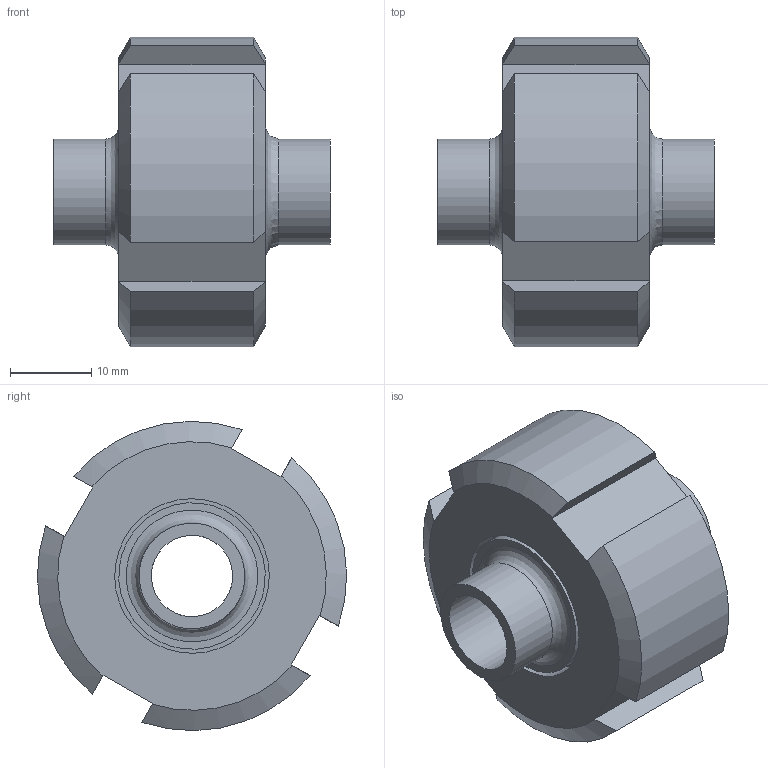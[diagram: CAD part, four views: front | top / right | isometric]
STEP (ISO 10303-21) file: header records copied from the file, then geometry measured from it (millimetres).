
FILE_DESCRIPTION((''),'2;1');
FILE_NAME('11222010x200.stp','2010-08-03T09:28:33',('thilbrands'),(''),'Autodesk Inventor 2008','Autodesk Inventor 2008','');
FILE_SCHEMA(('AUTOMOTIVE_DESIGN { 1 0 10303 214 1 1 1 1 }'));
Length unit declared in the file: millimetre
Products named in the file (4): 11222010x200; 113200101-DN10; 114200101-DN10; 110000106-DN10
Assembly tree (3 placements, depth 2):
  11222010x200
    113200101-DN10
    114200101-DN10
    110000106-DN10
Bounding box: 34 x 38 x 38 mm (x, y, z)
Volume: 17678.2 mm3; surface area: 10720.9 mm2
Topology: 3 solids, 3 shells, 55 faces, 122 edges, 78 vertices
Faces by surface type: plane 23, cone 15, cylinder 15, bspline 2
Full cylindrical faces by diameter (mm): 10 x2, 12 x1, 13 x2, 18 x1, 19 x1, 19.8 x1, 25.14 x1, 28 x1, 28.4 x1
Entity records: 1610 total; most frequent: CARTESIAN_POINT 362, DIRECTION 252, ORIENTED_EDGE 204, AXIS2_PLACEMENT_3D 106, EDGE_CURVE 102, EDGE_LOOP 86, VERTEX_POINT 78, FACE_OUTER_BOUND 55
